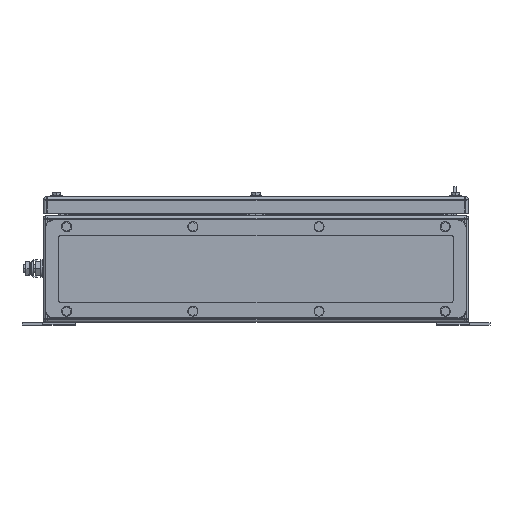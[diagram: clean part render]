
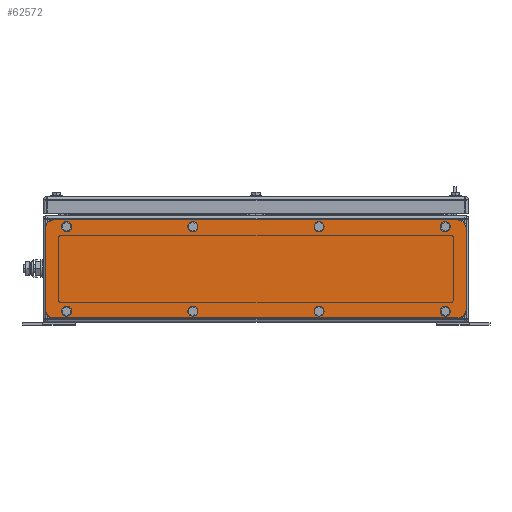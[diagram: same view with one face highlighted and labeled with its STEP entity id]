
A CAD part, front view. The second image highlights one B-rep face of the part: STEP entity #62572.
In plain terms, the highlighted planar face has unit normal (0, -1, 0).
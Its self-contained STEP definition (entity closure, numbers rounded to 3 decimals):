
#62072=AXIS2_PLACEMENT_3D('Circle Axis2P3D',#62070,#62071,$) ;
#62098=AXIS2_PLACEMENT_3D('Circle Axis2P3D',#62096,#62097,$) ;
#62129=AXIS2_PLACEMENT_3D('Circle Axis2P3D',#62127,#62128,$) ;
#62155=AXIS2_PLACEMENT_3D('Circle Axis2P3D',#62153,#62154,$) ;
#62186=AXIS2_PLACEMENT_3D('Circle Axis2P3D',#62184,#62185,$) ;
#62212=AXIS2_PLACEMENT_3D('Circle Axis2P3D',#62210,#62211,$) ;
#62243=AXIS2_PLACEMENT_3D('Circle Axis2P3D',#62241,#62242,$) ;
#62269=AXIS2_PLACEMENT_3D('Circle Axis2P3D',#62267,#62268,$) ;
#62300=AXIS2_PLACEMENT_3D('Circle Axis2P3D',#62298,#62299,$) ;
#62326=AXIS2_PLACEMENT_3D('Circle Axis2P3D',#62324,#62325,$) ;
#62357=AXIS2_PLACEMENT_3D('Circle Axis2P3D',#62355,#62356,$) ;
#62383=AXIS2_PLACEMENT_3D('Circle Axis2P3D',#62381,#62382,$) ;
#62414=AXIS2_PLACEMENT_3D('Circle Axis2P3D',#62412,#62413,$) ;
#62440=AXIS2_PLACEMENT_3D('Circle Axis2P3D',#62438,#62439,$) ;
#62458=AXIS2_PLACEMENT_3D('Plane Axis2P3D',#62455,#62456,#62457) ;
#62471=AXIS2_PLACEMENT_3D('Circle Axis2P3D',#62469,#62470,$) ;
#62485=AXIS2_PLACEMENT_3D('Circle Axis2P3D',#62483,#62484,$) ;
#62499=AXIS2_PLACEMENT_3D('Circle Axis2P3D',#62497,#62498,$) ;
#62513=AXIS2_PLACEMENT_3D('Circle Axis2P3D',#62511,#62512,$) ;
#62528=AXIS2_PLACEMENT_3D('Circle Axis2P3D',#62526,#62527,$) ;
#62537=AXIS2_PLACEMENT_3D('Circle Axis2P3D',#62535,#62536,$) ;
#62065=CARTESIAN_POINT('Vertex',(56.472,5.,119.178)) ;
#62070=CARTESIAN_POINT('Axis2P3D Location',(53.4,5.,117.5)) ;
#62074=CARTESIAN_POINT('Vertex',(50.328,5.,115.822)) ;
#62096=CARTESIAN_POINT('Axis2P3D Location',(53.4,5.,117.5)) ;
#62122=CARTESIAN_POINT('Vertex',(207.172,5.,18.178)) ;
#62127=CARTESIAN_POINT('Axis2P3D Location',(204.1,5.,16.5)) ;
#62131=CARTESIAN_POINT('Vertex',(201.028,5.,14.822)) ;
#62153=CARTESIAN_POINT('Axis2P3D Location',(204.1,5.,16.5)) ;
#62179=CARTESIAN_POINT('Vertex',(207.172,5.,119.178)) ;
#62184=CARTESIAN_POINT('Axis2P3D Location',(204.1,5.,117.5)) ;
#62188=CARTESIAN_POINT('Vertex',(201.028,5.,115.822)) ;
#62210=CARTESIAN_POINT('Axis2P3D Location',(204.1,5.,117.5)) ;
#62236=CARTESIAN_POINT('Vertex',(357.872,5.,18.178)) ;
#62241=CARTESIAN_POINT('Axis2P3D Location',(354.8,5.,16.5)) ;
#62245=CARTESIAN_POINT('Vertex',(351.728,5.,14.822)) ;
#62267=CARTESIAN_POINT('Axis2P3D Location',(354.8,5.,16.5)) ;
#62293=CARTESIAN_POINT('Vertex',(357.872,5.,119.178)) ;
#62298=CARTESIAN_POINT('Axis2P3D Location',(354.8,5.,117.5)) ;
#62302=CARTESIAN_POINT('Vertex',(351.728,5.,115.822)) ;
#62324=CARTESIAN_POINT('Axis2P3D Location',(354.8,5.,117.5)) ;
#62350=CARTESIAN_POINT('Vertex',(508.572,5.,18.178)) ;
#62355=CARTESIAN_POINT('Axis2P3D Location',(505.5,5.,16.5)) ;
#62359=CARTESIAN_POINT('Vertex',(502.428,5.,14.822)) ;
#62381=CARTESIAN_POINT('Axis2P3D Location',(505.5,5.,16.5)) ;
#62407=CARTESIAN_POINT('Vertex',(508.572,5.,119.178)) ;
#62412=CARTESIAN_POINT('Axis2P3D Location',(505.5,5.,117.5)) ;
#62416=CARTESIAN_POINT('Vertex',(502.428,5.,115.822)) ;
#62438=CARTESIAN_POINT('Axis2P3D Location',(505.5,5.,117.5)) ;
#62455=CARTESIAN_POINT('Axis2P3D Location',(279.4,5.,67.)) ;
#62460=CARTESIAN_POINT('Line Origine',(279.4,5.,8.5)) ;
#62464=CARTESIAN_POINT('Vertex',(520.4,5.,8.5)) ;
#62466=CARTESIAN_POINT('Vertex',(38.4,5.,8.5)) ;
#62469=CARTESIAN_POINT('Axis2P3D Location',(520.4,5.,18.5)) ;
#62473=CARTESIAN_POINT('Vertex',(530.4,5.,18.5)) ;
#62476=CARTESIAN_POINT('Line Origine',(530.4,5.,67.)) ;
#62480=CARTESIAN_POINT('Vertex',(530.4,5.,115.5)) ;
#62483=CARTESIAN_POINT('Axis2P3D Location',(520.4,5.,115.5)) ;
#62487=CARTESIAN_POINT('Vertex',(520.4,5.,125.5)) ;
#62490=CARTESIAN_POINT('Line Origine',(279.4,5.,125.5)) ;
#62494=CARTESIAN_POINT('Vertex',(38.4,5.,125.5)) ;
#62497=CARTESIAN_POINT('Axis2P3D Location',(38.4,5.,115.5)) ;
#62501=CARTESIAN_POINT('Vertex',(28.4,5.,115.5)) ;
#62504=CARTESIAN_POINT('Line Origine',(28.4,5.,67.)) ;
#62508=CARTESIAN_POINT('Vertex',(28.4,5.,18.5)) ;
#62511=CARTESIAN_POINT('Axis2P3D Location',(38.4,5.,18.5)) ;
#62526=CARTESIAN_POINT('Axis2P3D Location',(53.4,5.,16.5)) ;
#62530=CARTESIAN_POINT('Vertex',(50.328,5.,14.822)) ;
#62532=CARTESIAN_POINT('Vertex',(56.472,5.,18.178)) ;
#62535=CARTESIAN_POINT('Axis2P3D Location',(53.4,5.,16.5)) ;
#62071=DIRECTION('Axis2P3D Direction',(0.,-1.,0.)) ;
#62097=DIRECTION('Axis2P3D Direction',(0.,-1.,0.)) ;
#62128=DIRECTION('Axis2P3D Direction',(0.,-1.,0.)) ;
#62154=DIRECTION('Axis2P3D Direction',(0.,-1.,0.)) ;
#62185=DIRECTION('Axis2P3D Direction',(0.,-1.,0.)) ;
#62211=DIRECTION('Axis2P3D Direction',(0.,-1.,0.)) ;
#62242=DIRECTION('Axis2P3D Direction',(0.,-1.,0.)) ;
#62268=DIRECTION('Axis2P3D Direction',(0.,-1.,0.)) ;
#62299=DIRECTION('Axis2P3D Direction',(0.,-1.,0.)) ;
#62325=DIRECTION('Axis2P3D Direction',(0.,-1.,0.)) ;
#62356=DIRECTION('Axis2P3D Direction',(0.,-1.,0.)) ;
#62382=DIRECTION('Axis2P3D Direction',(0.,-1.,0.)) ;
#62413=DIRECTION('Axis2P3D Direction',(0.,-1.,0.)) ;
#62439=DIRECTION('Axis2P3D Direction',(0.,-1.,0.)) ;
#62456=DIRECTION('Axis2P3D Direction',(0.,-1.,0.)) ;
#62457=DIRECTION('Axis2P3D XDirection',(1.,0.,0.)) ;
#62461=DIRECTION('Vector Direction',(-1.,0.,0.)) ;
#62470=DIRECTION('Axis2P3D Direction',(0.,-1.,0.)) ;
#62477=DIRECTION('Vector Direction',(0.,0.,-1.)) ;
#62484=DIRECTION('Axis2P3D Direction',(0.,-1.,0.)) ;
#62491=DIRECTION('Vector Direction',(1.,0.,0.)) ;
#62498=DIRECTION('Axis2P3D Direction',(0.,-1.,0.)) ;
#62505=DIRECTION('Vector Direction',(0.,0.,1.)) ;
#62512=DIRECTION('Axis2P3D Direction',(0.,-1.,0.)) ;
#62527=DIRECTION('Axis2P3D Direction',(0.,-1.,0.)) ;
#62536=DIRECTION('Axis2P3D Direction',(0.,-1.,0.)) ;
#62462=VECTOR('Line Direction',#62461,1.) ;
#62478=VECTOR('Line Direction',#62477,1.) ;
#62492=VECTOR('Line Direction',#62491,1.) ;
#62506=VECTOR('Line Direction',#62505,1.) ;
#62517=ORIENTED_EDGE('',*,*,#62468,.F.) ;
#62518=ORIENTED_EDGE('',*,*,#62475,.F.) ;
#62519=ORIENTED_EDGE('',*,*,#62482,.F.) ;
#62520=ORIENTED_EDGE('',*,*,#62489,.F.) ;
#62521=ORIENTED_EDGE('',*,*,#62496,.F.) ;
#62522=ORIENTED_EDGE('',*,*,#62503,.F.) ;
#62523=ORIENTED_EDGE('',*,*,#62510,.F.) ;
#62524=ORIENTED_EDGE('',*,*,#62515,.F.) ;
#62541=ORIENTED_EDGE('',*,*,#62534,.F.) ;
#62542=ORIENTED_EDGE('',*,*,#62539,.F.) ;
#62545=ORIENTED_EDGE('',*,*,#62076,.F.) ;
#62546=ORIENTED_EDGE('',*,*,#62100,.F.) ;
#62549=ORIENTED_EDGE('',*,*,#62133,.F.) ;
#62550=ORIENTED_EDGE('',*,*,#62157,.F.) ;
#62553=ORIENTED_EDGE('',*,*,#62190,.F.) ;
#62554=ORIENTED_EDGE('',*,*,#62214,.F.) ;
#62557=ORIENTED_EDGE('',*,*,#62247,.F.) ;
#62558=ORIENTED_EDGE('',*,*,#62271,.F.) ;
#62561=ORIENTED_EDGE('',*,*,#62304,.F.) ;
#62562=ORIENTED_EDGE('',*,*,#62328,.F.) ;
#62565=ORIENTED_EDGE('',*,*,#62361,.F.) ;
#62566=ORIENTED_EDGE('',*,*,#62385,.F.) ;
#62569=ORIENTED_EDGE('',*,*,#62418,.F.) ;
#62570=ORIENTED_EDGE('',*,*,#62442,.F.) ;
#62543=FACE_BOUND('',#62540,.T.) ;
#62547=FACE_BOUND('',#62544,.T.) ;
#62551=FACE_BOUND('',#62548,.T.) ;
#62555=FACE_BOUND('',#62552,.T.) ;
#62559=FACE_BOUND('',#62556,.T.) ;
#62563=FACE_BOUND('',#62560,.T.) ;
#62567=FACE_BOUND('',#62564,.T.) ;
#62571=FACE_BOUND('',#62568,.T.) ;
#62572=ADVANCED_FACE('ZUB_KTB_MH_765015_1GP_AllCATPart.2\\ZUB_GP_KTB_762x508x150_AB.2\\GP_KTB_762x508x150_AB\\AB',(#62525,#62543,#62547,#62551,#62555,#62559,#62563,#62567,#62571),#62459,.T.) ;
#62073=CIRCLE('generated circle',#62072,3.5) ;
#62099=CIRCLE('generated circle',#62098,3.5) ;
#62130=CIRCLE('generated circle',#62129,3.5) ;
#62156=CIRCLE('generated circle',#62155,3.5) ;
#62187=CIRCLE('generated circle',#62186,3.5) ;
#62213=CIRCLE('generated circle',#62212,3.5) ;
#62244=CIRCLE('generated circle',#62243,3.5) ;
#62270=CIRCLE('generated circle',#62269,3.5) ;
#62301=CIRCLE('generated circle',#62300,3.5) ;
#62327=CIRCLE('generated circle',#62326,3.5) ;
#62358=CIRCLE('generated circle',#62357,3.5) ;
#62384=CIRCLE('generated circle',#62383,3.5) ;
#62415=CIRCLE('generated circle',#62414,3.5) ;
#62441=CIRCLE('generated circle',#62440,3.5) ;
#62472=CIRCLE('generated circle',#62471,10.) ;
#62486=CIRCLE('generated circle',#62485,10.) ;
#62500=CIRCLE('generated circle',#62499,10.) ;
#62514=CIRCLE('generated circle',#62513,10.) ;
#62529=CIRCLE('generated circle',#62528,3.5) ;
#62538=CIRCLE('generated circle',#62537,3.5) ;
#62076=EDGE_CURVE('',#62066,#62075,#62073,.T.) ;
#62100=EDGE_CURVE('',#62075,#62066,#62099,.T.) ;
#62133=EDGE_CURVE('',#62123,#62132,#62130,.T.) ;
#62157=EDGE_CURVE('',#62132,#62123,#62156,.T.) ;
#62190=EDGE_CURVE('',#62180,#62189,#62187,.T.) ;
#62214=EDGE_CURVE('',#62189,#62180,#62213,.T.) ;
#62247=EDGE_CURVE('',#62237,#62246,#62244,.T.) ;
#62271=EDGE_CURVE('',#62246,#62237,#62270,.T.) ;
#62304=EDGE_CURVE('',#62294,#62303,#62301,.T.) ;
#62328=EDGE_CURVE('',#62303,#62294,#62327,.T.) ;
#62361=EDGE_CURVE('',#62351,#62360,#62358,.T.) ;
#62385=EDGE_CURVE('',#62360,#62351,#62384,.T.) ;
#62418=EDGE_CURVE('',#62408,#62417,#62415,.T.) ;
#62442=EDGE_CURVE('',#62417,#62408,#62441,.T.) ;
#62468=EDGE_CURVE('',#62465,#62467,#62463,.T.) ;
#62475=EDGE_CURVE('',#62474,#62465,#62472,.F.) ;
#62482=EDGE_CURVE('',#62481,#62474,#62479,.T.) ;
#62489=EDGE_CURVE('',#62488,#62481,#62486,.F.) ;
#62496=EDGE_CURVE('',#62495,#62488,#62493,.T.) ;
#62503=EDGE_CURVE('',#62502,#62495,#62500,.F.) ;
#62510=EDGE_CURVE('',#62509,#62502,#62507,.T.) ;
#62515=EDGE_CURVE('',#62467,#62509,#62514,.F.) ;
#62534=EDGE_CURVE('',#62531,#62533,#62529,.T.) ;
#62539=EDGE_CURVE('',#62533,#62531,#62538,.T.) ;
#62516=EDGE_LOOP('',(#62517,#62518,#62519,#62520,#62521,#62522,#62523,#62524)) ;
#62540=EDGE_LOOP('',(#62541,#62542)) ;
#62544=EDGE_LOOP('',(#62545,#62546)) ;
#62548=EDGE_LOOP('',(#62549,#62550)) ;
#62552=EDGE_LOOP('',(#62553,#62554)) ;
#62556=EDGE_LOOP('',(#62557,#62558)) ;
#62560=EDGE_LOOP('',(#62561,#62562)) ;
#62564=EDGE_LOOP('',(#62565,#62566)) ;
#62568=EDGE_LOOP('',(#62569,#62570)) ;
#62525=FACE_OUTER_BOUND('',#62516,.T.) ;
#62463=LINE('Line',#62460,#62462) ;
#62479=LINE('Line',#62476,#62478) ;
#62493=LINE('Line',#62490,#62492) ;
#62507=LINE('Line',#62504,#62506) ;
#62459=PLANE('',#62458) ;
#62066=VERTEX_POINT('',#62065) ;
#62075=VERTEX_POINT('',#62074) ;
#62123=VERTEX_POINT('',#62122) ;
#62132=VERTEX_POINT('',#62131) ;
#62180=VERTEX_POINT('',#62179) ;
#62189=VERTEX_POINT('',#62188) ;
#62237=VERTEX_POINT('',#62236) ;
#62246=VERTEX_POINT('',#62245) ;
#62294=VERTEX_POINT('',#62293) ;
#62303=VERTEX_POINT('',#62302) ;
#62351=VERTEX_POINT('',#62350) ;
#62360=VERTEX_POINT('',#62359) ;
#62408=VERTEX_POINT('',#62407) ;
#62417=VERTEX_POINT('',#62416) ;
#62465=VERTEX_POINT('',#62464) ;
#62467=VERTEX_POINT('',#62466) ;
#62474=VERTEX_POINT('',#62473) ;
#62481=VERTEX_POINT('',#62480) ;
#62488=VERTEX_POINT('',#62487) ;
#62495=VERTEX_POINT('',#62494) ;
#62502=VERTEX_POINT('',#62501) ;
#62509=VERTEX_POINT('',#62508) ;
#62531=VERTEX_POINT('',#62530) ;
#62533=VERTEX_POINT('',#62532) ;
